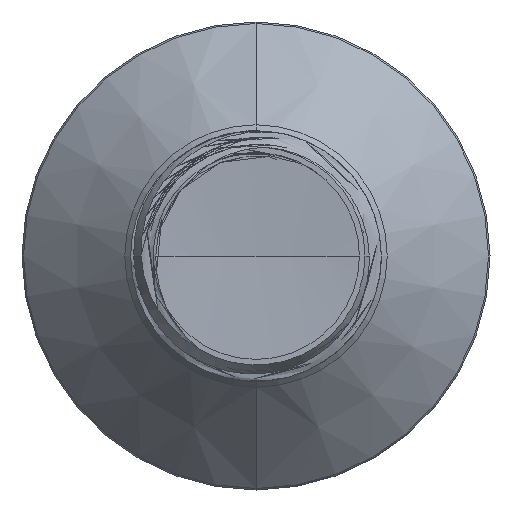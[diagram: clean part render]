
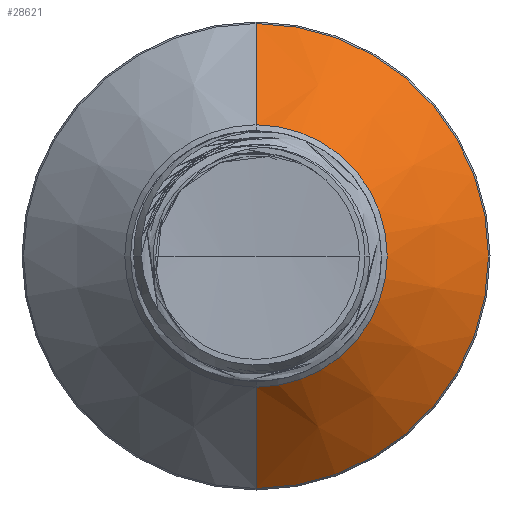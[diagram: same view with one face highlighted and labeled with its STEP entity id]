
A CAD part, front view. The second image highlights one B-rep face of the part: STEP entity #28621.
In plain terms, the highlighted conical face has half-angle 45 degrees and reference radius 1.571 mm.
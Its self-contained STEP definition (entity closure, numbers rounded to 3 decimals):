
#362 = CONICAL_SURFACE ( 'NONE', #4865, 1.571, 0.785 ) ;
#519 = EDGE_CURVE ( 'NONE', #27487, #3751, #6741, .T. ) ;
#1804 = CARTESIAN_POINT ( 'NONE',  ( 0., 10.409, 0. ) ) ;
#2143 = DIRECTION ( 'NONE',  ( 0., 1., 0. ) ) ;
#3481 = VECTOR ( 'NONE', #27758, 1000. ) ;
#3751 = VERTEX_POINT ( 'NONE', #7135 ) ;
#3950 = EDGE_LOOP ( 'NONE', ( #31129, #18089, #8764, #10380 ) ) ;
#4359 = VECTOR ( 'NONE', #6003, 1000. ) ;
#4865 = AXIS2_PLACEMENT_3D ( 'NONE', #1804, #20699, #28447 ) ;
#5213 = CARTESIAN_POINT ( 'NONE',  ( 0., 11.62, 2.782 ) ) ;
#6003 = DIRECTION ( 'NONE',  ( 0., 0.707, 0.707 ) ) ;
#6395 = CARTESIAN_POINT ( 'NONE',  ( 0., 11.62, 0. ) ) ;
#6741 = CIRCLE ( 'NONE', #21813, 2.782 ) ;
#7135 = CARTESIAN_POINT ( 'NONE',  ( 0., 11.62, -2.782 ) ) ;
#8764 = ORIENTED_EDGE ( 'NONE', *, *, #519, .F. ) ;
#9168 = DIRECTION ( 'NONE',  ( 0., 0., 1. ) ) ;
#10380 = ORIENTED_EDGE ( 'NONE', *, *, #18046, .F. ) ;
#16535 = FACE_OUTER_BOUND ( 'NONE', #3950, .T. ) ;
#17869 = LINE ( 'NONE', #22083, #4359 ) ;
#18046 = EDGE_CURVE ( 'NONE', #20702, #27487, #17869, .T. ) ;
#18089 = ORIENTED_EDGE ( 'NONE', *, *, #18261, .T. ) ;
#18261 = EDGE_CURVE ( 'NONE', #19353, #3751, #32057, .T. ) ;
#18343 = CARTESIAN_POINT ( 'NONE',  ( 0., 10.409, 0. ) ) ;
#18438 = AXIS2_PLACEMENT_3D ( 'NONE', #18343, #2143, #21024 ) ;
#19353 = VERTEX_POINT ( 'NONE', #34534 ) ;
#20699 = DIRECTION ( 'NONE',  ( 0., 1., 0. ) ) ;
#20702 = VERTEX_POINT ( 'NONE', #23110 ) ;
#21024 = DIRECTION ( 'NONE',  ( 0., 0., 1. ) ) ;
#21813 = AXIS2_PLACEMENT_3D ( 'NONE', #6395, #25093, #9168 ) ;
#22083 = CARTESIAN_POINT ( 'NONE',  ( 0., 10.409, 1.571 ) ) ;
#22427 = CARTESIAN_POINT ( 'NONE',  ( 0., 10.409, -1.571 ) ) ;
#23110 = CARTESIAN_POINT ( 'NONE',  ( 0., 10.409, 1.571 ) ) ;
#25093 = DIRECTION ( 'NONE',  ( 0., 1., 0. ) ) ;
#27487 = VERTEX_POINT ( 'NONE', #5213 ) ;
#27758 = DIRECTION ( 'NONE',  ( 0., 0.707, -0.707 ) ) ;
#28447 = DIRECTION ( 'NONE',  ( 0., 0., 1. ) ) ;
#28621 = ADVANCED_FACE ( 'NONE', ( #16535 ), #362, .T. ) ;
#31129 = ORIENTED_EDGE ( 'NONE', *, *, #32102, .T. ) ;
#31930 = CIRCLE ( 'NONE', #18438, 1.571 ) ;
#32057 = LINE ( 'NONE', #22427, #3481 ) ;
#32102 = EDGE_CURVE ( 'NONE', #20702, #19353, #31930, .T. ) ;
#34534 = CARTESIAN_POINT ( 'NONE',  ( 0., 10.409, -1.571 ) ) ;
